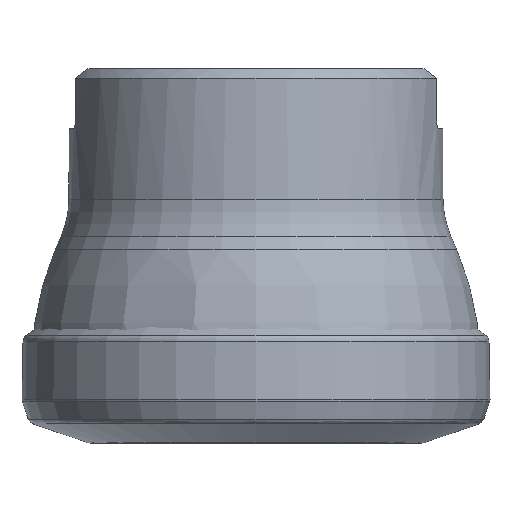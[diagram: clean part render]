
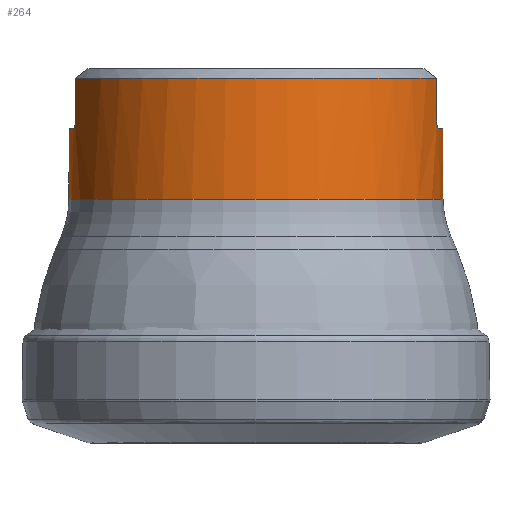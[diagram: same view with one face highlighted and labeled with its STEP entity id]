
A CAD part, left-side view. The second image highlights one B-rep face of the part: STEP entity #264.
In plain terms, the highlighted cylindrical face has radius 20 mm (diameter 40 mm), a full revolution.
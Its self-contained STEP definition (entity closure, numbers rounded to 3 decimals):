
#55=CYLINDRICAL_SURFACE('',#1485,20.);
#126=LINE('',#2362,#158);
#127=LINE('',#2400,#159);
#128=LINE('',#2401,#160);
#129=LINE('',#2439,#161);
#158=VECTOR('',#1726,1.);
#159=VECTOR('',#1729,1.);
#160=VECTOR('',#1730,1.);
#161=VECTOR('',#1733,1.);
#264=ADVANCED_FACE('',(#527,#528),#55,.T.);
#433=B_SPLINE_CURVE_WITH_KNOTS('',3,(#2364,#2365,#2366,#2367,#2368,#2369,
#2370,#2371,#2372,#2373,#2374,#2375,#2376,#2377,#2378,#2379),
 .UNSPECIFIED.,.F.,.F.,(4,3,3,3,3,4),(0.,0.223,0.445,
0.666,0.881,1.),.UNSPECIFIED.);
#434=B_SPLINE_CURVE_WITH_KNOTS('',3,(#2383,#2384,#2385,#2386,#2387,#2388,
#2389,#2390,#2391,#2392,#2393,#2394,#2395,#2396,#2397,#2398),
 .UNSPECIFIED.,.F.,.F.,(4,3,3,3,3,4),(0.,0.207,0.413,
0.623,0.839,1.),.UNSPECIFIED.);
#435=B_SPLINE_CURVE_WITH_KNOTS('',3,(#2403,#2404,#2405,#2406,#2407,#2408,
#2409,#2410,#2411,#2412,#2413,#2414,#2415,#2416,#2417,#2418),
 .UNSPECIFIED.,.F.,.F.,(4,3,3,3,3,4),(0.,0.223,0.445,
0.666,0.881,1.),.UNSPECIFIED.);
#436=B_SPLINE_CURVE_WITH_KNOTS('',3,(#2422,#2423,#2424,#2425,#2426,#2427,
#2428,#2429,#2430,#2431,#2432,#2433,#2434,#2435,#2436,#2437),
 .UNSPECIFIED.,.F.,.F.,(4,3,3,3,3,4),(0.,0.207,0.413,
0.623,0.839,1.),.UNSPECIFIED.);
#527=FACE_BOUND('',#664,.T.);
#528=FACE_BOUND('',#665,.T.);
#664=EDGE_LOOP('',(#841,#842,#843,#844,#845,#846,#847,#848,#849,#850,#851,
#852));
#665=EDGE_LOOP('',(#853));
#841=ORIENTED_EDGE('',*,*,#1239,.F.);
#842=ORIENTED_EDGE('',*,*,#1240,.F.);
#843=ORIENTED_EDGE('',*,*,#1241,.F.);
#844=ORIENTED_EDGE('',*,*,#1242,.F.);
#845=ORIENTED_EDGE('',*,*,#1243,.F.);
#846=ORIENTED_EDGE('',*,*,#1236,.T.);
#847=ORIENTED_EDGE('',*,*,#1244,.F.);
#848=ORIENTED_EDGE('',*,*,#1245,.F.);
#849=ORIENTED_EDGE('',*,*,#1246,.F.);
#850=ORIENTED_EDGE('',*,*,#1247,.F.);
#851=ORIENTED_EDGE('',*,*,#1248,.F.);
#852=ORIENTED_EDGE('',*,*,#1234,.T.);
#853=ORIENTED_EDGE('',*,*,#1249,.T.);
#1112=VERTEX_POINT('',#2342);
#1113=VERTEX_POINT('',#2344);
#1114=VERTEX_POINT('',#2351);
#1115=VERTEX_POINT('',#2352);
#1116=VERTEX_POINT('',#2363);
#1117=VERTEX_POINT('',#2380);
#1118=VERTEX_POINT('',#2382);
#1119=VERTEX_POINT('',#2399);
#1120=VERTEX_POINT('',#2402);
#1121=VERTEX_POINT('',#2419);
#1122=VERTEX_POINT('',#2421);
#1123=VERTEX_POINT('',#2438);
#1124=VERTEX_POINT('',#2441);
#1234=EDGE_CURVE('',#1113,#1112,#1387,.T.);
#1236=EDGE_CURVE('',#1114,#1115,#1388,.T.);
#1239=EDGE_CURVE('',#1116,#1112,#126,.T.);
#1240=EDGE_CURVE('',#1117,#1116,#433,.T.);
#1241=EDGE_CURVE('',#1118,#1117,#1389,.T.);
#1242=EDGE_CURVE('',#1119,#1118,#434,.T.);
#1243=EDGE_CURVE('',#1114,#1119,#127,.T.);
#1244=EDGE_CURVE('',#1120,#1115,#128,.T.);
#1245=EDGE_CURVE('',#1121,#1120,#435,.T.);
#1246=EDGE_CURVE('',#1122,#1121,#1390,.T.);
#1247=EDGE_CURVE('',#1123,#1122,#436,.T.);
#1248=EDGE_CURVE('',#1113,#1123,#129,.T.);
#1249=EDGE_CURVE('',#1124,#1124,#1391,.T.);
#1387=CIRCLE('',#1478,20.);
#1388=CIRCLE('',#1480,20.);
#1389=CIRCLE('',#1482,20.);
#1390=CIRCLE('',#1483,20.);
#1391=CIRCLE('',#1484,20.);
#1478=AXIS2_PLACEMENT_3D('',#2343,#1718,#1719);
#1480=AXIS2_PLACEMENT_3D('',#2350,#1722,#1723);
#1482=AXIS2_PLACEMENT_3D('',#2381,#1727,#1728);
#1483=AXIS2_PLACEMENT_3D('',#2420,#1731,#1732);
#1484=AXIS2_PLACEMENT_3D('',#2440,#1734,#1735);
#1485=AXIS2_PLACEMENT_3D('',#2442,#1736,#1737);
#1718=DIRECTION('',(0.,0.,-1.));
#1719=DIRECTION('',(1.,0.,0.));
#1722=DIRECTION('',(0.,0.,-1.));
#1723=DIRECTION('',(1.,0.,0.));
#1726=DIRECTION('',(0.,0.,1.));
#1727=DIRECTION('',(0.,0.,1.));
#1728=DIRECTION('',(-1.,0.,0.));
#1729=DIRECTION('',(0.,0.,-1.));
#1730=DIRECTION('',(0.,0.,1.));
#1731=DIRECTION('',(0.,0.,1.));
#1732=DIRECTION('',(-1.,0.,0.));
#1733=DIRECTION('',(0.,0.,-1.));
#1734=DIRECTION('',(0.,0.,1.));
#1735=DIRECTION('',(-1.,0.,0.));
#1736=DIRECTION('',(0.,0.,-1.));
#1737=DIRECTION('',(-1.,0.,0.));
#2342=CARTESIAN_POINT('',(-5.228,19.305,-1.));
#2343=CARTESIAN_POINT('',(0.,0.,-1.));
#2344=CARTESIAN_POINT('',(-5.228,-19.305,-1.));
#2350=CARTESIAN_POINT('',(0.,0.,-1.));
#2351=CARTESIAN_POINT('',(5.228,19.305,-1.));
#2352=CARTESIAN_POINT('',(5.228,-19.305,-1.));
#2362=CARTESIAN_POINT('',(-5.228,19.305,0.));
#2363=CARTESIAN_POINT('',(-5.228,19.305,-5.575));
#2364=CARTESIAN_POINT('',(-4.428,19.504,-6.375));
#2365=CARTESIAN_POINT('',(-4.519,19.483,-6.375));
#2366=CARTESIAN_POINT('',(-4.612,19.461,-6.359));
#2367=CARTESIAN_POINT('',(-4.698,19.44,-6.328));
#2368=CARTESIAN_POINT('',(-4.785,19.419,-6.297));
#2369=CARTESIAN_POINT('',(-4.867,19.399,-6.25));
#2370=CARTESIAN_POINT('',(-4.938,19.381,-6.191));
#2371=CARTESIAN_POINT('',(-5.009,19.363,-6.132));
#2372=CARTESIAN_POINT('',(-5.07,19.347,-6.06));
#2373=CARTESIAN_POINT('',(-5.117,19.334,-5.981));
#2374=CARTESIAN_POINT('',(-5.163,19.322,-5.903));
#2375=CARTESIAN_POINT('',(-5.196,19.313,-5.816));
#2376=CARTESIAN_POINT('',(-5.213,19.309,-5.727));
#2377=CARTESIAN_POINT('',(-5.223,19.306,-5.677));
#2378=CARTESIAN_POINT('',(-5.228,19.305,-5.626));
#2379=CARTESIAN_POINT('',(-5.228,19.305,-5.575));
#2380=CARTESIAN_POINT('',(-4.428,19.504,-6.375));
#2381=CARTESIAN_POINT('',(0.,0.,-6.375));
#2382=CARTESIAN_POINT('',(4.428,19.504,-6.375));
#2383=CARTESIAN_POINT('',(5.228,19.305,-5.575));
#2384=CARTESIAN_POINT('',(5.228,19.305,-5.662));
#2385=CARTESIAN_POINT('',(5.213,19.309,-5.751));
#2386=CARTESIAN_POINT('',(5.185,19.316,-5.833));
#2387=CARTESIAN_POINT('',(5.157,19.324,-5.916));
#2388=CARTESIAN_POINT('',(5.115,19.335,-5.994));
#2389=CARTESIAN_POINT('',(5.062,19.349,-6.062));
#2390=CARTESIAN_POINT('',(5.009,19.363,-6.132));
#2391=CARTESIAN_POINT('',(4.943,19.38,-6.193));
#2392=CARTESIAN_POINT('',(4.871,19.398,-6.241));
#2393=CARTESIAN_POINT('',(4.796,19.417,-6.291));
#2394=CARTESIAN_POINT('',(4.712,19.437,-6.328));
#2395=CARTESIAN_POINT('',(4.626,19.458,-6.35));
#2396=CARTESIAN_POINT('',(4.561,19.473,-6.367));
#2397=CARTESIAN_POINT('',(4.494,19.489,-6.375));
#2398=CARTESIAN_POINT('',(4.428,19.504,-6.375));
#2399=CARTESIAN_POINT('',(5.228,19.305,-5.575));
#2400=CARTESIAN_POINT('',(5.228,19.305,0.));
#2401=CARTESIAN_POINT('',(5.228,-19.305,0.));
#2402=CARTESIAN_POINT('',(5.228,-19.305,-5.575));
#2403=CARTESIAN_POINT('',(4.428,-19.504,-6.375));
#2404=CARTESIAN_POINT('',(4.519,-19.483,-6.375));
#2405=CARTESIAN_POINT('',(4.612,-19.461,-6.359));
#2406=CARTESIAN_POINT('',(4.698,-19.44,-6.328));
#2407=CARTESIAN_POINT('',(4.785,-19.419,-6.297));
#2408=CARTESIAN_POINT('',(4.867,-19.399,-6.25));
#2409=CARTESIAN_POINT('',(4.938,-19.381,-6.191));
#2410=CARTESIAN_POINT('',(5.009,-19.363,-6.132));
#2411=CARTESIAN_POINT('',(5.07,-19.347,-6.06));
#2412=CARTESIAN_POINT('',(5.117,-19.334,-5.981));
#2413=CARTESIAN_POINT('',(5.163,-19.322,-5.903));
#2414=CARTESIAN_POINT('',(5.196,-19.313,-5.816));
#2415=CARTESIAN_POINT('',(5.213,-19.309,-5.727));
#2416=CARTESIAN_POINT('',(5.223,-19.306,-5.677));
#2417=CARTESIAN_POINT('',(5.228,-19.305,-5.626));
#2418=CARTESIAN_POINT('',(5.228,-19.305,-5.575));
#2419=CARTESIAN_POINT('',(4.428,-19.504,-6.375));
#2420=CARTESIAN_POINT('',(0.,0.,-6.375));
#2421=CARTESIAN_POINT('',(-4.428,-19.504,-6.375));
#2422=CARTESIAN_POINT('',(-5.228,-19.305,-5.575));
#2423=CARTESIAN_POINT('',(-5.228,-19.305,-5.662));
#2424=CARTESIAN_POINT('',(-5.213,-19.309,-5.751));
#2425=CARTESIAN_POINT('',(-5.185,-19.316,-5.833));
#2426=CARTESIAN_POINT('',(-5.157,-19.324,-5.916));
#2427=CARTESIAN_POINT('',(-5.115,-19.335,-5.994));
#2428=CARTESIAN_POINT('',(-5.062,-19.349,-6.062));
#2429=CARTESIAN_POINT('',(-5.009,-19.363,-6.132));
#2430=CARTESIAN_POINT('',(-4.943,-19.38,-6.193));
#2431=CARTESIAN_POINT('',(-4.871,-19.398,-6.241));
#2432=CARTESIAN_POINT('',(-4.796,-19.417,-6.291));
#2433=CARTESIAN_POINT('',(-4.712,-19.437,-6.328));
#2434=CARTESIAN_POINT('',(-4.626,-19.458,-6.35));
#2435=CARTESIAN_POINT('',(-4.561,-19.473,-6.367));
#2436=CARTESIAN_POINT('',(-4.494,-19.489,-6.375));
#2437=CARTESIAN_POINT('',(-4.428,-19.504,-6.375));
#2438=CARTESIAN_POINT('',(-5.228,-19.305,-5.575));
#2439=CARTESIAN_POINT('',(-5.228,-19.305,0.));
#2440=CARTESIAN_POINT('',(0.,0.,-13.926));
#2441=CARTESIAN_POINT('',(-20.,0.,-13.926));
#2442=CARTESIAN_POINT('',(0.,0.,0.));
